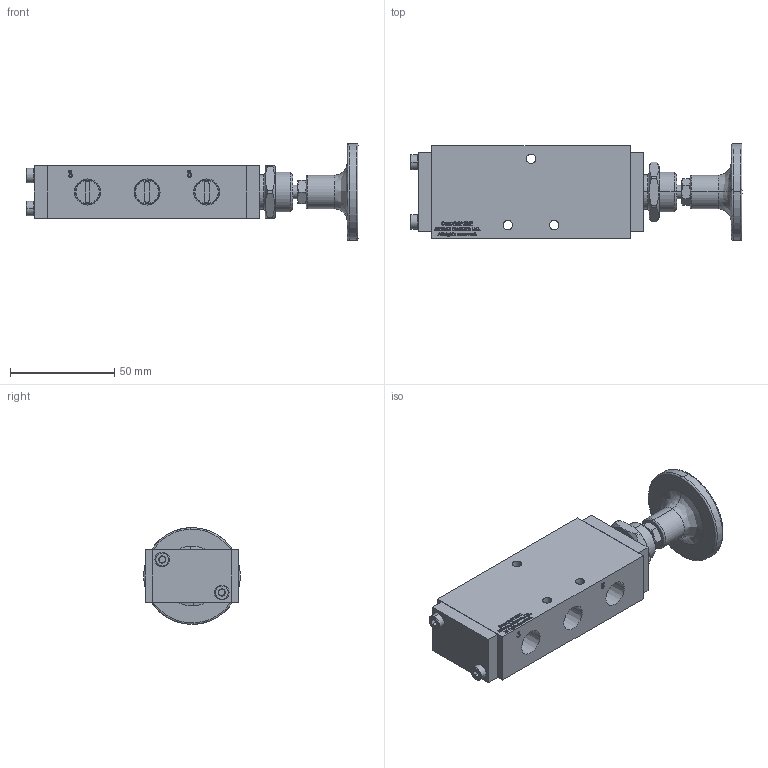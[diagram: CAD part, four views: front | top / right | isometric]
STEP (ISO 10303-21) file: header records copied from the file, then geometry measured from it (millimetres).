
FILE_DESCRIPTION (( 'STEP AP214' ), '1' );
FILE_NAME ('B2400-B39-VALVE-.25-NPT-5-3-VC-PPDET.STEP', '2021-07-30T07:20:27', ( '' ), ( '' ), 'SwSTEP 2.0', 'SolidWorks 2018', '' );
FILE_SCHEMA (( 'AUTOMOTIVE_DESIGN' ));
Length unit declared in the file: inch
Products named in the file (1): B2400-B39-VALVE-.25-NPT-5-3-VC-PPDET
Bounding box: 159.38 x 46.47 x 46.48 mm (x, y, z)
Volume: 130279.5 mm3; surface area: 30670.3 mm2
Topology: 2 solids, 2 shells, 2134 faces, 5581 edges, 3695 vertices
Faces by surface type: plane 1246, bspline 745, cone 77, cylinder 66
Entity records: 121641 total; most frequent: CARTESIAN_POINT 53340, ORIENTED_EDGE 11162, DIRECTION 7056, EDGE_CURVE 5581, VECTOR 3790, LINE 3790, VERTEX_POINT 3695, EDGE_LOOP 2384
